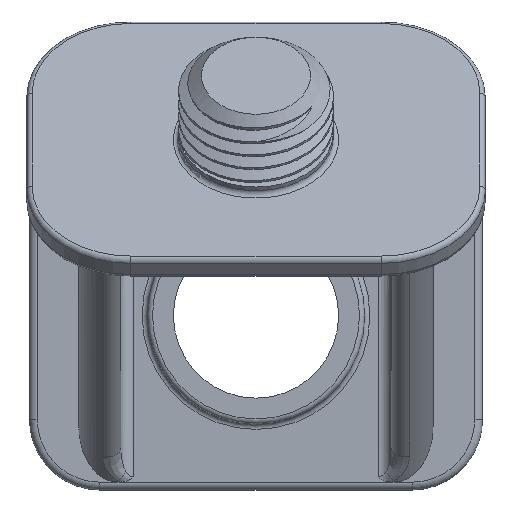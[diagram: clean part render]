
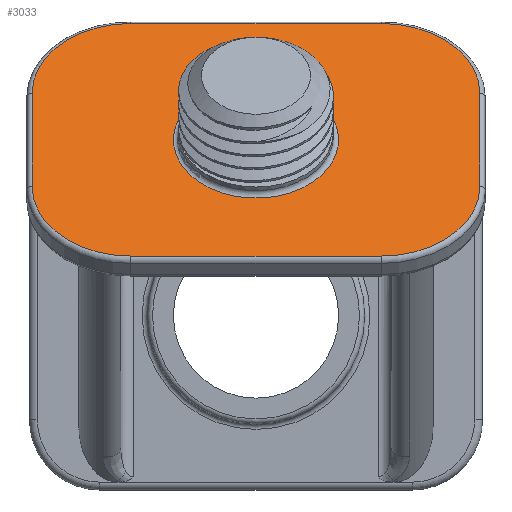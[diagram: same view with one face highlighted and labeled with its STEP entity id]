
A CAD part, top view. The second image highlights one B-rep face of the part: STEP entity #3033.
In plain terms, the highlighted planar face has unit normal (0, 0.707, 0.707).
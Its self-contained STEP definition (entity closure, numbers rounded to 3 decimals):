
#32=FACE_BOUND('',#562,.T.);
#69=PLANE('',#3272);
#162=CIRCLE('',#3248,1.);
#166=CIRCLE('',#3253,1.);
#177=CIRCLE('',#3273,19.);
#178=CIRCLE('',#3274,19.);
#179=CIRCLE('',#3275,19.);
#180=CIRCLE('',#3276,19.);
#181=CIRCLE('',#3277,15.867);
#361=FACE_OUTER_BOUND('',#561,.T.);
#561=EDGE_LOOP('',(#2081,#2082,#2083,#2084,#2085,#2086,#2087,#2088));
#562=EDGE_LOOP('',(#2089,#2090,#2091,#2092,#2093,#2094));
#835=LINE('',#5336,#1032);
#839=LINE('',#5342,#1036);
#843=LINE('',#5353,#1040);
#846=LINE('',#5457,#1043);
#847=LINE('',#5461,#1044);
#848=LINE('',#5465,#1045);
#849=LINE('',#5469,#1046);
#1032=VECTOR('',#3692,10.);
#1036=VECTOR('',#3700,10.);
#1040=VECTOR('',#3712,10.);
#1043=VECTOR('',#3727,10.);
#1044=VECTOR('',#3730,10.);
#1045=VECTOR('',#3733,10.);
#1046=VECTOR('',#3736,10.);
#1249=VERTEX_POINT('',#5276);
#1250=VERTEX_POINT('',#5277);
#1253=VERTEX_POINT('',#5285);
#1254=VERTEX_POINT('',#5286);
#1259=VERTEX_POINT('',#5323);
#1262=VERTEX_POINT('',#5351);
#1265=VERTEX_POINT('',#5455);
#1266=VERTEX_POINT('',#5456);
#1267=VERTEX_POINT('',#5458);
#1268=VERTEX_POINT('',#5460);
#1269=VERTEX_POINT('',#5462);
#1270=VERTEX_POINT('',#5464);
#1271=VERTEX_POINT('',#5466);
#1272=VERTEX_POINT('',#5468);
#1538=EDGE_CURVE('',#1249,#1250,#162,.T.);
#1542=EDGE_CURVE('',#1253,#1254,#166,.T.);
#1551=EDGE_CURVE('',#1254,#1259,#835,.T.);
#1555=EDGE_CURVE('',#1250,#1253,#839,.T.);
#1561=EDGE_CURVE('',#1262,#1249,#843,.T.);
#1570=EDGE_CURVE('',#1265,#1266,#846,.T.);
#1571=EDGE_CURVE('',#1267,#1265,#177,.T.);
#1572=EDGE_CURVE('',#1268,#1267,#847,.T.);
#1573=EDGE_CURVE('',#1269,#1268,#178,.T.);
#1574=EDGE_CURVE('',#1270,#1269,#848,.T.);
#1575=EDGE_CURVE('',#1271,#1270,#179,.T.);
#1576=EDGE_CURVE('',#1272,#1271,#849,.T.);
#1577=EDGE_CURVE('',#1266,#1272,#180,.T.);
#1578=EDGE_CURVE('',#1259,#1262,#181,.T.);
#2081=ORIENTED_EDGE('',*,*,#1570,.F.);
#2082=ORIENTED_EDGE('',*,*,#1571,.F.);
#2083=ORIENTED_EDGE('',*,*,#1572,.F.);
#2084=ORIENTED_EDGE('',*,*,#1573,.F.);
#2085=ORIENTED_EDGE('',*,*,#1574,.F.);
#2086=ORIENTED_EDGE('',*,*,#1575,.F.);
#2087=ORIENTED_EDGE('',*,*,#1576,.F.);
#2088=ORIENTED_EDGE('',*,*,#1577,.F.);
#2089=ORIENTED_EDGE('',*,*,#1551,.F.);
#2090=ORIENTED_EDGE('',*,*,#1542,.F.);
#2091=ORIENTED_EDGE('',*,*,#1555,.F.);
#2092=ORIENTED_EDGE('',*,*,#1538,.F.);
#2093=ORIENTED_EDGE('',*,*,#1561,.F.);
#2094=ORIENTED_EDGE('',*,*,#1578,.F.);
#3033=ADVANCED_FACE('',(#361,#32),#69,.T.);
#3248=AXIS2_PLACEMENT_3D('',#5278,#3665,#3666);
#3253=AXIS2_PLACEMENT_3D('',#5287,#3675,#3676);
#3272=AXIS2_PLACEMENT_3D('',#5454,#3725,#3726);
#3273=AXIS2_PLACEMENT_3D('',#5459,#3728,#3729);
#3274=AXIS2_PLACEMENT_3D('',#5463,#3731,#3732);
#3275=AXIS2_PLACEMENT_3D('',#5467,#3734,#3735);
#3276=AXIS2_PLACEMENT_3D('',#5470,#3737,#3738);
#3277=AXIS2_PLACEMENT_3D('',#5471,#3739,#3740);
#3665=DIRECTION('center_axis',(0.,0.707,0.707));
#3666=DIRECTION('ref_axis',(0.707,0.5,-0.5));
#3675=DIRECTION('center_axis',(0.,0.707,0.707));
#3676=DIRECTION('ref_axis',(-0.707,0.5,-0.5));
#3692=DIRECTION('',(0.,-0.707,0.707));
#3700=DIRECTION('',(-1.,0.,0.));
#3712=DIRECTION('',(0.,0.707,-0.707));
#3725=DIRECTION('center_axis',(0.,0.707,0.707));
#3726=DIRECTION('ref_axis',(1.,0.,0.));
#3727=DIRECTION('',(0.,-0.707,0.707));
#3728=DIRECTION('center_axis',(0.,-0.707,-0.707));
#3729=DIRECTION('ref_axis',(0.707,0.5,-0.5));
#3730=DIRECTION('',(1.,0.,0.));
#3731=DIRECTION('center_axis',(0.,-0.707,-0.707));
#3732=DIRECTION('ref_axis',(-0.707,0.5,-0.5));
#3733=DIRECTION('',(0.,0.707,-0.707));
#3734=DIRECTION('center_axis',(0.,-0.707,-0.707));
#3735=DIRECTION('ref_axis',(-0.707,-0.5,0.5));
#3736=DIRECTION('',(-1.,0.,0.));
#3737=DIRECTION('center_axis',(0.,-0.707,-0.707));
#3738=DIRECTION('ref_axis',(0.707,-0.5,0.5));
#3739=DIRECTION('center_axis',(0.,0.707,0.707));
#3740=DIRECTION('ref_axis',(-1.,0.,0.));
#5276=CARTESIAN_POINT('',(2.,47.319,25.037));
#5277=CARTESIAN_POINT('',(1.,48.026,24.329));
#5278=CARTESIAN_POINT('Origin',(1.,47.319,25.037));
#5285=CARTESIAN_POINT('',(-1.,48.026,24.329));
#5286=CARTESIAN_POINT('',(-2.,47.319,25.037));
#5287=CARTESIAN_POINT('Origin',(-1.,47.319,25.037));
#5323=CARTESIAN_POINT('',(-2.,44.808,27.547));
#5336=CARTESIAN_POINT('',(-2.,40.675,31.68));
#5342=CARTESIAN_POINT('',(0.75,48.026,24.329));
#5351=CARTESIAN_POINT('',(2.,44.808,27.547));
#5353=CARTESIAN_POINT('',(2.,38.907,33.448));
#5454=CARTESIAN_POINT('Origin',(0.,33.678,38.678));
#5455=CARTESIAN_POINT('',(43.,42.607,29.749));
#5456=CARTESIAN_POINT('',(43.,24.749,47.607));
#5457=CARTESIAN_POINT('',(43.,22.142,50.213));
#5458=CARTESIAN_POINT('',(24.,56.042,16.314));
#5459=CARTESIAN_POINT('Origin',(24.,42.607,29.749));
#5460=CARTESIAN_POINT('',(-24.,56.042,16.314));
#5461=CARTESIAN_POINT('',(22.,56.042,16.314));
#5462=CARTESIAN_POINT('',(-43.,42.607,29.749));
#5463=CARTESIAN_POINT('Origin',(-24.,42.607,29.749));
#5464=CARTESIAN_POINT('',(-43.,24.749,47.607));
#5465=CARTESIAN_POINT('',(-43.,45.213,27.142));
#5466=CARTESIAN_POINT('',(-24.,11.314,61.042));
#5467=CARTESIAN_POINT('Origin',(-24.,24.749,47.607));
#5468=CARTESIAN_POINT('',(24.,11.314,61.042));
#5469=CARTESIAN_POINT('',(-22.,11.314,61.042));
#5470=CARTESIAN_POINT('Origin',(24.,24.749,47.607));
#5471=CARTESIAN_POINT('Origin',(0.,33.678,38.678));
